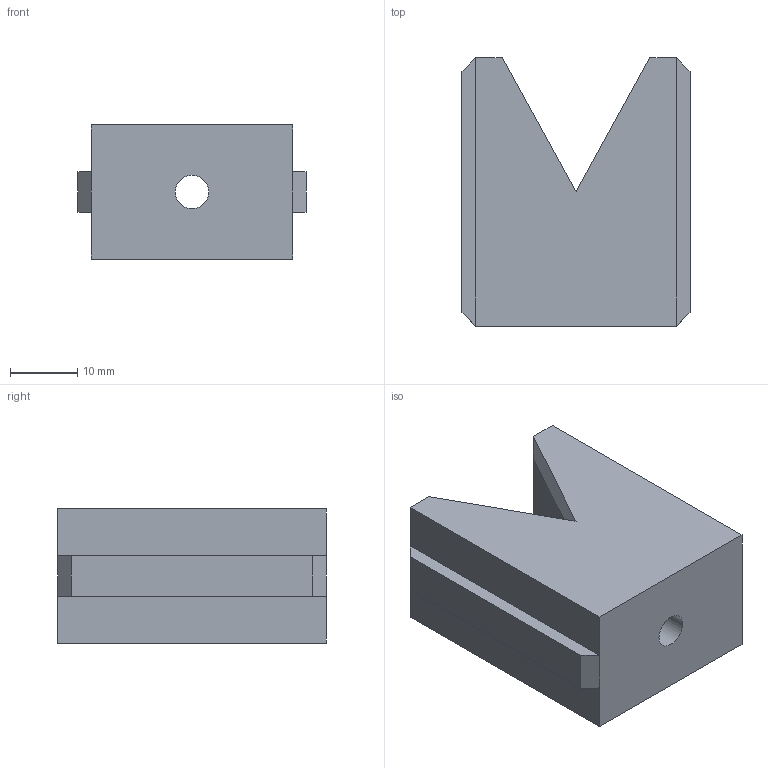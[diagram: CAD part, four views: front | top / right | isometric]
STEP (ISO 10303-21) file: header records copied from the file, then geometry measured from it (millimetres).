
FILE_DESCRIPTION(/* description */ ('STEP AP203'),/* implementation_level */ '2;1');
FILE_NAME(/* name */ '',/* time_stamp */ '2024-11-05T12:58:15+03:00',/* author */ ('Phantom'),/* organization */ ('UNSPECIFIED'),/* preprocessor_version */ 'ST-DEVELOPER v20',/* originating_system */ 'Autodesk Inventor 2025',/* authorisation */ '');
FILE_SCHEMA (('AUTOMOTIVE_DESIGN { 1 0 10303 214 3 1 1 }'));
Length unit declared in the file: millimetre
Products named in the file (1): хвост распорка
Bounding box: 34 x 40 x 20 mm (x, y, z)
Volume: 13569.5 mm3; surface area: 7304.7 mm2
Topology: 1 solids, 1 shells, 29 faces, 69 edges, 42 vertices
Faces by surface type: plane 28, cylinder 1
Full cylindrical faces by diameter (mm): 5 x1
Entity records: 859 total; most frequent: CARTESIAN_POINT 141, ORIENTED_EDGE 138, DIRECTION 131, EDGE_CURVE 69, LINE 67, VECTOR 67, VERTEX_POINT 42, AXIS2_PLACEMENT_3D 32
